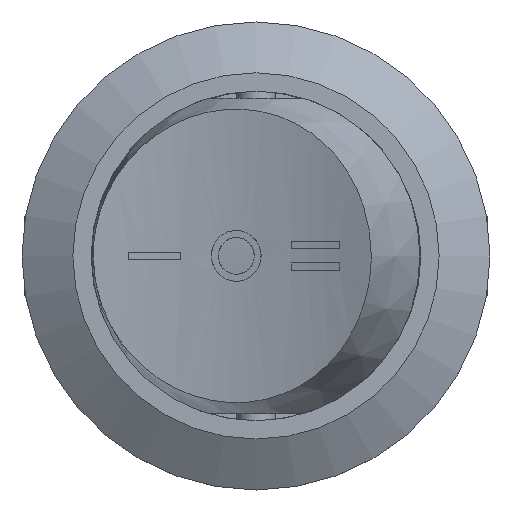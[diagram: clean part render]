
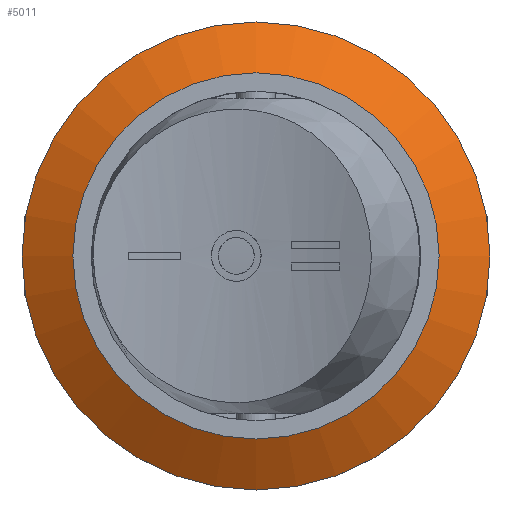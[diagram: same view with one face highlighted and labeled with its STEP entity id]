
A CAD part, top view. The second image highlights one B-rep face of the part: STEP entity #5011.
In plain terms, the highlighted conical face has half-angle 59.036 degrees and reference radius 10.25 mm.
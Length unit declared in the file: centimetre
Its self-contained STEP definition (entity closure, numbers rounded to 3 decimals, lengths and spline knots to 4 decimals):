
#141=CONICAL_SURFACE('',#5328,1.025,1.03);
#454=FACE_OUTER_BOUND('',#742,.T.);
#742=EDGE_LOOP('',(#4523,#4524,#4525,#4526));
#826=CIRCLE('',#5329,1.15);
#827=CIRCLE('',#5330,0.9);
#1372=LINE('',#8774,#1924);
#1924=VECTOR('',#6475,1.025);
#2407=VERTEX_POINT('',#8771);
#2408=VERTEX_POINT('',#8773);
#3119=EDGE_CURVE('',#2407,#2407,#826,.T.);
#3120=EDGE_CURVE('',#2407,#2408,#1372,.T.);
#3121=EDGE_CURVE('',#2408,#2408,#827,.T.);
#4523=ORIENTED_EDGE('',*,*,#3119,.T.);
#4524=ORIENTED_EDGE('',*,*,#3120,.T.);
#4525=ORIENTED_EDGE('',*,*,#3121,.T.);
#4526=ORIENTED_EDGE('',*,*,#3120,.F.);
#5011=ADVANCED_FACE('',(#454),#141,.T.);
#5328=AXIS2_PLACEMENT_3D('',#8770,#6471,#6472);
#5329=AXIS2_PLACEMENT_3D('',#8772,#6473,#6474);
#5330=AXIS2_PLACEMENT_3D('',#8775,#6476,#6477);
#6471=DIRECTION('center_axis',(0.,0.,-1.));
#6472=DIRECTION('ref_axis',(-1.,0.,0.));
#6473=DIRECTION('center_axis',(0.,0.,1.));
#6474=DIRECTION('ref_axis',(-1.,0.,0.));
#6475=DIRECTION('',(-0.857,0.,0.514));
#6476=DIRECTION('center_axis',(0.,0.,-1.));
#6477=DIRECTION('ref_axis',(-1.,0.,0.));
#8770=CARTESIAN_POINT('Origin',(0.,0.,1.585));
#8771=CARTESIAN_POINT('',(1.15,0.,1.51));
#8772=CARTESIAN_POINT('Origin',(0.,0.,1.51));
#8773=CARTESIAN_POINT('',(0.9,0.,1.66));
#8774=CARTESIAN_POINT('',(1.025,0.,1.585));
#8775=CARTESIAN_POINT('Origin',(0.,0.,1.66));
